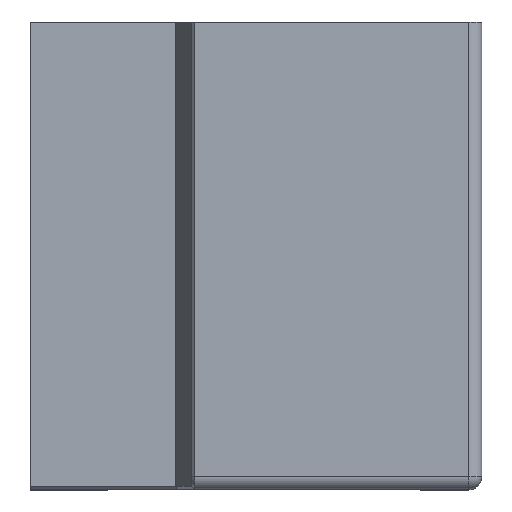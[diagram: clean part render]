
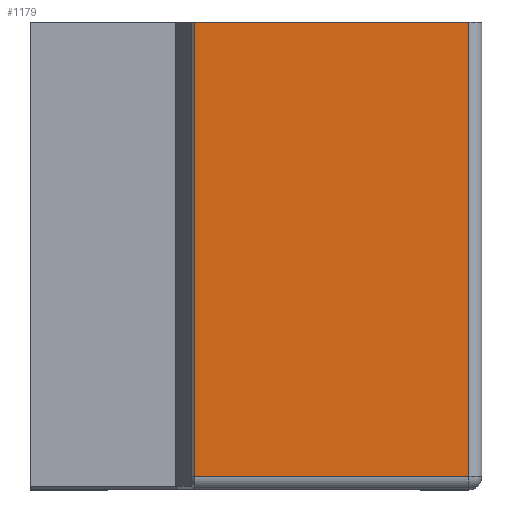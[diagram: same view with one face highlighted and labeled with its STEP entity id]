
A CAD part, top view. The second image highlights one B-rep face of the part: STEP entity #1179.
In plain terms, the highlighted planar face has unit normal (0, 0, 1).
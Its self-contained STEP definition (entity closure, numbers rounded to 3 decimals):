
#142=FACE_OUTER_BOUND('',#217,.T.);
#217=EDGE_LOOP('',(#975,#976,#977,#978));
#252=LINE('',#1696,#374);
#304=LINE('',#1837,#426);
#341=LINE('',#1947,#463);
#343=LINE('',#1954,#465);
#374=VECTOR('',#1344,10.);
#426=VECTOR('',#1474,10.);
#463=VECTOR('',#1585,10.);
#465=VECTOR('',#1595,10.);
#492=VERTEX_POINT('',#1689);
#495=VERTEX_POINT('',#1694);
#545=VERTEX_POINT('',#1835);
#581=VERTEX_POINT('',#1945);
#602=EDGE_CURVE('',#495,#492,#252,.T.);
#672=EDGE_CURVE('',#545,#495,#304,.T.);
#728=EDGE_CURVE('',#581,#545,#341,.T.);
#732=EDGE_CURVE('',#581,#492,#343,.T.);
#975=ORIENTED_EDGE('',*,*,#602,.F.);
#976=ORIENTED_EDGE('',*,*,#672,.F.);
#977=ORIENTED_EDGE('',*,*,#728,.F.);
#978=ORIENTED_EDGE('',*,*,#732,.T.);
#1121=PLANE('',#1297);
#1179=ADVANCED_FACE('',(#142),#1121,.T.);
#1297=AXIS2_PLACEMENT_3D('',#1953,#1593,#1594);
#1344=DIRECTION('',(0.,1.,0.));
#1474=DIRECTION('',(-1.,0.,0.));
#1585=DIRECTION('',(0.,-1.,0.));
#1593=DIRECTION('center_axis',(0.,0.,1.));
#1594=DIRECTION('ref_axis',(1.,0.,0.));
#1595=DIRECTION('',(-1.,0.,0.));
#1689=CARTESIAN_POINT('',(61.,0.,145.));
#1694=CARTESIAN_POINT('',(61.,-141.,145.));
#1696=CARTESIAN_POINT('',(61.,-6.5,145.));
#1835=CARTESIAN_POINT('',(146.,-141.,145.));
#1837=CARTESIAN_POINT('',(58.415,-141.,145.));
#1945=CARTESIAN_POINT('',(146.,0.,145.));
#1947=CARTESIAN_POINT('',(146.,-139.,145.));
#1953=CARTESIAN_POINT('Origin',(-3.171,-143.,145.));
#1954=CARTESIAN_POINT('',(38.415,0.,145.));
